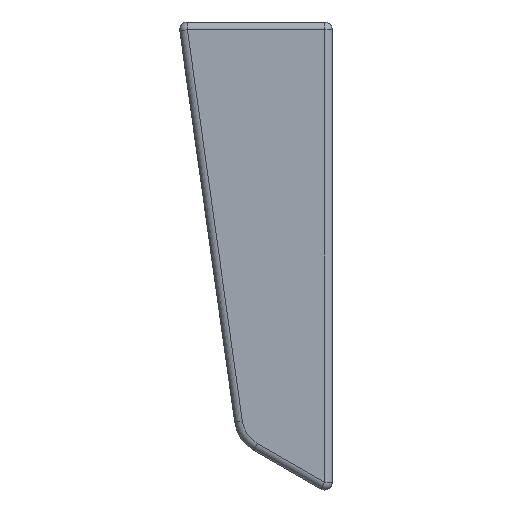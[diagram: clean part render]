
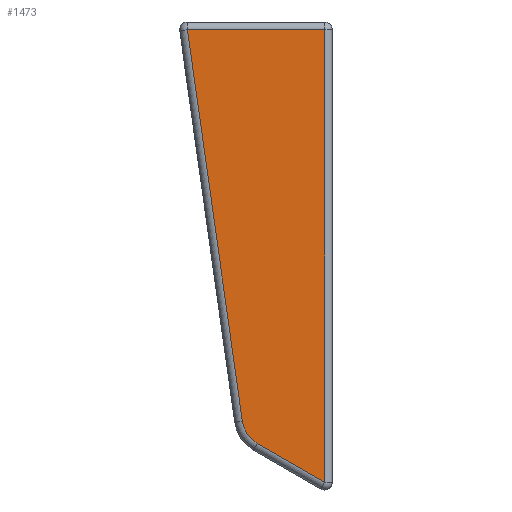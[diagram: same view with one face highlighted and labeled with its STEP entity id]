
A CAD part, left-side view. The second image highlights one B-rep face of the part: STEP entity #1473.
In plain terms, the highlighted planar face has unit normal (-1, 0, 0).
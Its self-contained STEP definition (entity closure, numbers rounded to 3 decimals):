
#18 = VECTOR ( 'NONE', #1544, 1000. ) ;
#68 = CARTESIAN_POINT ( 'NONE',  ( 0., 1., -59.86 ) ) ;
#75 = DIRECTION ( 'NONE',  ( 0., 0., -1. ) ) ;
#77 = CIRCLE ( 'NONE', #1866, 4. ) ;
#88 = DIRECTION ( 'NONE',  ( 0., 1., 0. ) ) ;
#237 = ORIENTED_EDGE ( 'NONE', *, *, #1160, .T. ) ;
#249 = DIRECTION ( 'NONE',  ( 1., 0., 0. ) ) ;
#272 = CARTESIAN_POINT ( 'NONE',  ( 0., 0., 0. ) ) ;
#291 = ORIENTED_EDGE ( 'NONE', *, *, #1293, .T. ) ;
#348 = CARTESIAN_POINT ( 'NONE',  ( 0., 26.17, -45.328 ) ) ;
#375 = LINE ( 'NONE', #1925, #399 ) ;
#381 = ORIENTED_EDGE ( 'NONE', *, *, #1467, .T. ) ;
#395 = CARTESIAN_POINT ( 'NONE',  ( 0., 1., -1. ) ) ;
#399 = VECTOR ( 'NONE', #88, 1000. ) ;
#533 = AXIS2_PLACEMENT_3D ( 'NONE', #272, #249, #75 ) ;
#548 = PLANE ( 'NONE',  #533 ) ;
#594 = CARTESIAN_POINT ( 'NONE',  ( 0., 9.734, -54.818 ) ) ;
#728 = CARTESIAN_POINT ( 'NONE',  ( 0., 11.695, -51.911 ) ) ;
#745 = CARTESIAN_POINT ( 'NONE',  ( 0., 7.734, -51.354 ) ) ;
#761 = DIRECTION ( 'NONE',  ( 0., -0.139, -0.99 ) ) ;
#823 = EDGE_CURVE ( 'NONE', #1507, #861, #77, .T. ) ;
#838 = LINE ( 'NONE', #994, #1733 ) ;
#861 = VERTEX_POINT ( 'NONE', #594 ) ;
#994 = CARTESIAN_POINT ( 'NONE',  ( 0., 1., 0. ) ) ;
#1113 = LINE ( 'NONE', #348, #18 ) ;
#1150 = ORIENTED_EDGE ( 'NONE', *, *, #1437, .T. ) ;
#1153 = CARTESIAN_POINT ( 'NONE',  ( 0., 18.85, -1. ) ) ;
#1160 = EDGE_CURVE ( 'NONE', #1804, #1507, #1495, .T. ) ;
#1199 = CARTESIAN_POINT ( 'NONE',  ( 0., 18.622, -2.617 ) ) ;
#1293 = EDGE_CURVE ( 'NONE', #861, #1772, #1113, .T. ) ;
#1359 = DIRECTION ( 'NONE',  ( -1., 0., 0. ) ) ;
#1437 = EDGE_CURVE ( 'NONE', #1772, #1808, #838, .T. ) ;
#1438 = FACE_OUTER_BOUND ( 'NONE', #1784, .T. ) ;
#1448 = DIRECTION ( 'NONE',  ( 0., 0., 1. ) ) ;
#1467 = EDGE_CURVE ( 'NONE', #1808, #1804, #375, .T. ) ;
#1473 = ADVANCED_FACE ( 'NONE', ( #1438 ), #548, .F. ) ;
#1480 = ORIENTED_EDGE ( 'NONE', *, *, #823, .T. ) ;
#1493 = DIRECTION ( 'NONE',  ( 0., 0., -1. ) ) ;
#1495 = LINE ( 'NONE', #1199, #1569 ) ;
#1507 = VERTEX_POINT ( 'NONE', #728 ) ;
#1544 = DIRECTION ( 'NONE',  ( 0., -0.866, -0.5 ) ) ;
#1569 = VECTOR ( 'NONE', #761, 1000. ) ;
#1733 = VECTOR ( 'NONE', #1448, 1000. ) ;
#1772 = VERTEX_POINT ( 'NONE', #68 ) ;
#1784 = EDGE_LOOP ( 'NONE', ( #1150, #381, #237, #1480, #291 ) ) ;
#1804 = VERTEX_POINT ( 'NONE', #1153 ) ;
#1808 = VERTEX_POINT ( 'NONE', #395 ) ;
#1866 = AXIS2_PLACEMENT_3D ( 'NONE', #745, #1359, #1493 ) ;
#1925 = CARTESIAN_POINT ( 'NONE',  ( 0., 0., -1. ) ) ;
